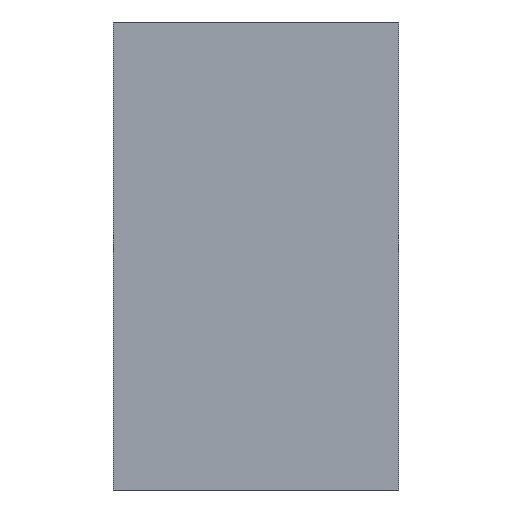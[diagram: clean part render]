
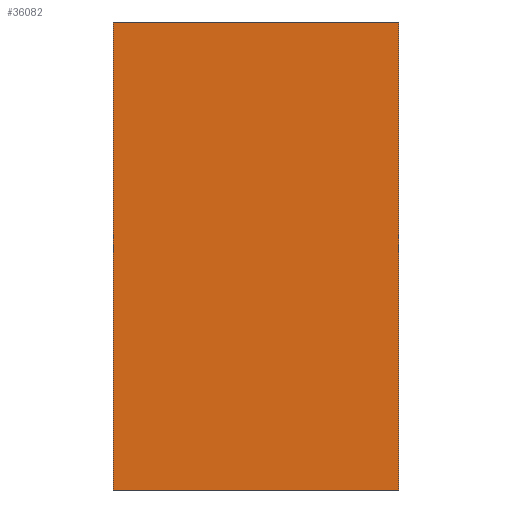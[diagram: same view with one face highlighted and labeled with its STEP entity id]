
A CAD part, front view. The second image highlights one B-rep face of the part: STEP entity #36082.
In plain terms, the highlighted planar face has unit normal (0, -1, 0).
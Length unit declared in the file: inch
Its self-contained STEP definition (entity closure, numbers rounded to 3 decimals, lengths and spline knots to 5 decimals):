
#438 = EDGE_CURVE ( 'NONE', #43437, #29606, #9060, .T. ) ;
#910 = DIRECTION ( 'NONE',  ( -1., 0., 0. ) ) ;
#2984 = DIRECTION ( 'NONE',  ( 0., 0., 1. ) ) ;
#3812 = CARTESIAN_POINT ( 'NONE',  ( -13.25, -3.25, 39.75 ) ) ;
#3910 = PLANE ( 'NONE',  #21770 ) ;
#4547 = CARTESIAN_POINT ( 'NONE',  ( 24.25, -3.25, -21.75 ) ) ;
#6068 = EDGE_CURVE ( 'NONE', #43984, #13446, #48828, .T. ) ;
#6500 = CARTESIAN_POINT ( 'NONE',  ( 24.25, -3.25, -21.75 ) ) ;
#8451 = LINE ( 'NONE', #33085, #9729 ) ;
#9005 = EDGE_CURVE ( 'NONE', #29606, #43984, #8451, .T. ) ;
#9060 = LINE ( 'NONE', #24348, #50861 ) ;
#9729 = VECTOR ( 'NONE', #16815, 39.37008 ) ;
#11132 = LINE ( 'NONE', #25118, #33258 ) ;
#13446 = VERTEX_POINT ( 'NONE', #52351 ) ;
#16409 = ORIENTED_EDGE ( 'NONE', *, *, #50527, .T. ) ;
#16815 = DIRECTION ( 'NONE',  ( 1., 0., 0. ) ) ;
#19532 = ORIENTED_EDGE ( 'NONE', *, *, #6068, .T. ) ;
#21770 = AXIS2_PLACEMENT_3D ( 'NONE', #48784, #44887, #32345 ) ;
#22559 = EDGE_LOOP ( 'NONE', ( #19532, #16409, #40953, #38519 ) ) ;
#24348 = CARTESIAN_POINT ( 'NONE',  ( -13.25, -3.25, -21.75 ) ) ;
#25118 = CARTESIAN_POINT ( 'NONE',  ( -13.25, -3.25, 39.75 ) ) ;
#26540 = FACE_OUTER_BOUND ( 'NONE', #22559, .T. ) ;
#29606 = VERTEX_POINT ( 'NONE', #40644 ) ;
#30523 = VECTOR ( 'NONE', #2984, 39.37008 ) ;
#32345 = DIRECTION ( 'NONE',  ( 0., 0., 1. ) ) ;
#33085 = CARTESIAN_POINT ( 'NONE',  ( -13.25, -3.25, -21.75 ) ) ;
#33258 = VECTOR ( 'NONE', #910, 39.37008 ) ;
#36082 = ADVANCED_FACE ( 'NONE', ( #26540 ), #3910, .F. ) ;
#38519 = ORIENTED_EDGE ( 'NONE', *, *, #9005, .T. ) ;
#40644 = CARTESIAN_POINT ( 'NONE',  ( -13.25, -3.25, -21.75 ) ) ;
#40953 = ORIENTED_EDGE ( 'NONE', *, *, #438, .T. ) ;
#43437 = VERTEX_POINT ( 'NONE', #3812 ) ;
#43984 = VERTEX_POINT ( 'NONE', #4547 ) ;
#44887 = DIRECTION ( 'NONE',  ( 0., 1., 0. ) ) ;
#47340 = DIRECTION ( 'NONE',  ( 0., 0., -1. ) ) ;
#48784 = CARTESIAN_POINT ( 'NONE',  ( 0., -3.25, 0. ) ) ;
#48828 = LINE ( 'NONE', #6500, #30523 ) ;
#50527 = EDGE_CURVE ( 'NONE', #13446, #43437, #11132, .T. ) ;
#50861 = VECTOR ( 'NONE', #47340, 39.37008 ) ;
#52351 = CARTESIAN_POINT ( 'NONE',  ( 24.25, -3.25, 39.75 ) ) ;
